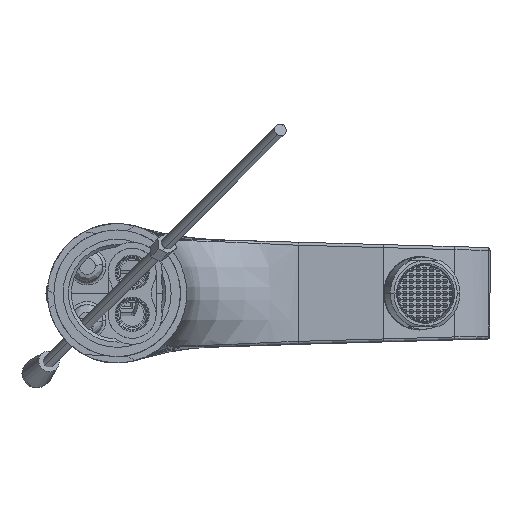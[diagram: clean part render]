
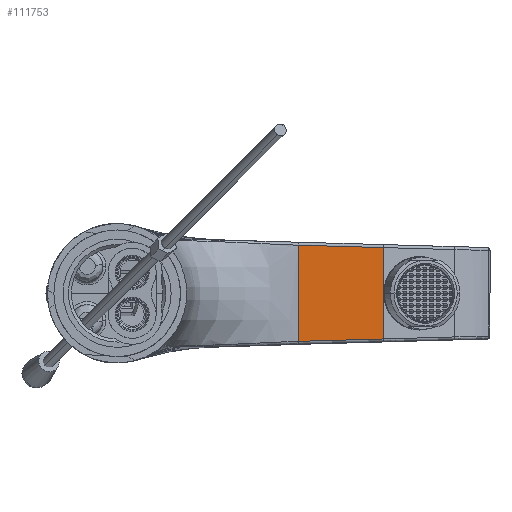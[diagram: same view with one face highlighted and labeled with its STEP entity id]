
A CAD part, front view. The second image highlights one B-rep face of the part: STEP entity #111753.
In plain terms, the highlighted free-form (B-spline) face has degree [3, 3] with [4, 4] control points.
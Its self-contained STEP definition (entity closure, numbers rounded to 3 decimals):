
#721 = CARTESIAN_POINT ( 'NONE',  ( 69.777, 82.3, 5.319 ) ) ;
#1631 = CARTESIAN_POINT ( 'NONE',  ( 69.777, 82.3, 15.958 ) ) ;
#3416 = CARTESIAN_POINT ( 'NONE',  ( 88.856, 82.3, -15.225 ) ) ;
#9230 = VERTEX_POINT ( 'NONE', #29381 ) ;
#11998 = CARTESIAN_POINT ( 'NONE',  ( 60.438, 82.3, -16.017 ) ) ;
#13178 = B_SPLINE_CURVE_WITH_KNOTS ( 'NONE', 3,
 ( #97156, #23600, #123039, #79742, #124823, #135947, #52146, #110090, #181003, #110987, #179215, #83346, #13366, #109190, #69543, #111893 ),
 .UNSPECIFIED., .F., .F.,
 ( 4, 1, 1, 1, 1, 1, 1, 1, 1, 1, 1, 1, 1, 4 ),
 ( 0.029, 0.138, 0.246, 0.3, 0.402, 0.491, 0.499, 0.506, 0.547, 0.618, 0.68, 0.792, 0.922, 0.952 ),
 .UNSPECIFIED. ) ;
#13366 = CARTESIAN_POINT ( 'NONE',  ( 60.43, 82.3, -10.662 ) ) ;
#13656 = CARTESIAN_POINT ( 'NONE',  ( 88.856, 82.3, 5.148 ) ) ;
#14563 = CARTESIAN_POINT ( 'NONE',  ( 69.777, 82.3, -5.319 ) ) ;
#15467 = CARTESIAN_POINT ( 'NONE',  ( 60.238, 82.3, 16.214 ) ) ;
#17258 = CARTESIAN_POINT ( 'NONE',  ( 69.911, 82.3, -15.751 ) ) ;
#18766 = B_SPLINE_SURFACE_WITH_KNOTS ( 'NONE', 3, 3, ( 
 ( #140704, #55996, #141609, #15467 ),
 ( #82729, #14563, #721, #1631 ),
 ( #155445, #29271, #114881, #153649 ),
 ( #71640, #139800, #13656, #57814 ) ),
 .UNSPECIFIED., .F., .F., .F.,
 ( 4, 4 ),
 ( 4, 4 ),
 ( -0.004, 0.436 ),
 ( 0.018, 0.982 ),
 .UNSPECIFIED. ) ;
#19475 = EDGE_CURVE ( 'NONE', #9230, #81944, #177708, .T. ) ;
#21864 = CARTESIAN_POINT ( 'NONE',  ( 88.856, 82.3, 15.225 ) ) ;
#21949 = EDGE_LOOP ( 'NONE', ( #49397, #160678, #79064, #168428 ) ) ;
#23600 = CARTESIAN_POINT ( 'NONE',  ( 60.43, 82.3, 14.766 ) ) ;
#29271 = CARTESIAN_POINT ( 'NONE',  ( 79.317, 82.3, -5.234 ) ) ;
#29381 = CARTESIAN_POINT ( 'NONE',  ( 88.856, 82.3, -15.225 ) ) ;
#31210 = CARTESIAN_POINT ( 'NONE',  ( 60.435, 82.3, 16.017 ) ) ;
#34413 = CARTESIAN_POINT ( 'NONE',  ( 88.856, 82.3, -15.225 ) ) ;
#49397 = ORIENTED_EDGE ( 'NONE', *, *, #109361, .T. ) ;
#50948 = CARTESIAN_POINT ( 'NONE',  ( 88.856, 82.3, -10.15 ) ) ;
#52146 = CARTESIAN_POINT ( 'NONE',  ( 60.409, 82.3, 0.93 ) ) ;
#55996 = CARTESIAN_POINT ( 'NONE',  ( 60.238, 82.3, -5.405 ) ) ;
#57814 = CARTESIAN_POINT ( 'NONE',  ( 88.856, 82.3, 15.444 ) ) ;
#62035 = CARTESIAN_POINT ( 'NONE',  ( 88.856, 82.3, 15.225 ) ) ;
#64772 = CARTESIAN_POINT ( 'NONE',  ( 88.856, 82.3, 0. ) ) ;
#65677 = CARTESIAN_POINT ( 'NONE',  ( 88.856, 82.3, 10.15 ) ) ;
#69543 = CARTESIAN_POINT ( 'NONE',  ( 60.437, 82.3, -15.668 ) ) ;
#71640 = CARTESIAN_POINT ( 'NONE',  ( 88.856, 82.3, -15.444 ) ) ;
#78000 = CARTESIAN_POINT ( 'NONE',  ( 79.383, 82.3, 15.489 ) ) ;
#79064 = ORIENTED_EDGE ( 'NONE', *, *, #19475, .T. ) ;
#79455 = CARTESIAN_POINT ( 'NONE',  ( 88.856, 82.3, 5.075 ) ) ;
#79589 = EDGE_CURVE ( 'NONE', #107361, #9230, #162662, .T. ) ;
#79742 = CARTESIAN_POINT ( 'NONE',  ( 60.411, 82.3, 9.13 ) ) ;
#80025 = EDGE_CURVE ( 'NONE', #81944, #157626, #94468, .T. ) ;
#81944 = VERTEX_POINT ( 'NONE', #149603 ) ;
#82729 = CARTESIAN_POINT ( 'NONE',  ( 69.777, 82.3, -15.957 ) ) ;
#83346 = CARTESIAN_POINT ( 'NONE',  ( 60.423, 82.3, -7.147 ) ) ;
#93274 = CARTESIAN_POINT ( 'NONE',  ( 88.856, 82.3, -5.075 ) ) ;
#94468 = B_SPLINE_CURVE_WITH_KNOTS ( 'NONE', 3,
 ( #21864, #78000, #120367, #176553 ),
 .UNSPECIFIED., .F., .F.,
 ( 4, 4 ),
 ( 0., 0.028 ),
 .UNSPECIFIED. ) ;
#97156 = CARTESIAN_POINT ( 'NONE',  ( 60.435, 82.3, 16.017 ) ) ;
#107361 = VERTEX_POINT ( 'NONE', #11998 ) ;
#109190 = CARTESIAN_POINT ( 'NONE',  ( 60.435, 82.3, -13.815 ) ) ;
#109361 = EDGE_CURVE ( 'NONE', #157626, #107361, #13178, .T. ) ;
#110090 = CARTESIAN_POINT ( 'NONE',  ( 60.409, 82.3, -0.277 ) ) ;
#110987 = CARTESIAN_POINT ( 'NONE',  ( 60.413, 82.3, -2.313 ) ) ;
#111753 = ADVANCED_FACE ( 'NONE', ( #182194 ), #18766, .T. ) ;
#111893 = CARTESIAN_POINT ( 'NONE',  ( 60.438, 82.3, -16.017 ) ) ;
#114881 = CARTESIAN_POINT ( 'NONE',  ( 79.317, 82.3, 5.234 ) ) ;
#120367 = CARTESIAN_POINT ( 'NONE',  ( 69.909, 82.3, 15.751 ) ) ;
#123039 = CARTESIAN_POINT ( 'NONE',  ( 60.42, 82.3, 12.263 ) ) ;
#124823 = CARTESIAN_POINT ( 'NONE',  ( 60.411, 82.3, 6.066 ) ) ;
#135947 = CARTESIAN_POINT ( 'NONE',  ( 60.41, 82.3, 3.23 ) ) ;
#139800 = CARTESIAN_POINT ( 'NONE',  ( 88.856, 82.3, -5.148 ) ) ;
#140704 = CARTESIAN_POINT ( 'NONE',  ( 60.238, 82.3, -16.214 ) ) ;
#141609 = CARTESIAN_POINT ( 'NONE',  ( 60.238, 82.3, 5.405 ) ) ;
#149603 = CARTESIAN_POINT ( 'NONE',  ( 88.856, 82.3, 15.225 ) ) ;
#153649 = CARTESIAN_POINT ( 'NONE',  ( 79.317, 82.3, 15.701 ) ) ;
#155445 = CARTESIAN_POINT ( 'NONE',  ( 79.317, 82.3, -15.701 ) ) ;
#157626 = VERTEX_POINT ( 'NONE', #31210 ) ;
#159068 = CARTESIAN_POINT ( 'NONE',  ( 79.384, 82.3, -15.489 ) ) ;
#160678 = ORIENTED_EDGE ( 'NONE', *, *, #79589, .T. ) ;
#162662 = B_SPLINE_CURVE_WITH_KNOTS ( 'NONE', 3,
 ( #172884, #17258, #159068, #3416 ),
 .UNSPECIFIED., .F., .F.,
 ( 4, 4 ),
 ( 0., 0.028 ),
 .UNSPECIFIED. ) ;
#168428 = ORIENTED_EDGE ( 'NONE', *, *, #80025, .T. ) ;
#172884 = CARTESIAN_POINT ( 'NONE',  ( 60.438, 82.3, -16.017 ) ) ;
#176553 = CARTESIAN_POINT ( 'NONE',  ( 60.435, 82.3, 16.017 ) ) ;
#177708 = B_SPLINE_CURVE_WITH_KNOTS ( 'NONE', 3,
 ( #34413, #50948, #93274, #64772, #79455, #65677, #62035 ),
 .UNSPECIFIED., .F., .F.,
 ( 4, 3, 4 ),
 ( 0.001, 0.016, 0.031 ),
 .UNSPECIFIED. ) ;
#179215 = CARTESIAN_POINT ( 'NONE',  ( 60.417, 82.3, -4.317 ) ) ;
#181003 = CARTESIAN_POINT ( 'NONE',  ( 60.408, 82.3, -0.934 ) ) ;
#182194 = FACE_OUTER_BOUND ( 'NONE', #21949, .T. ) ;
